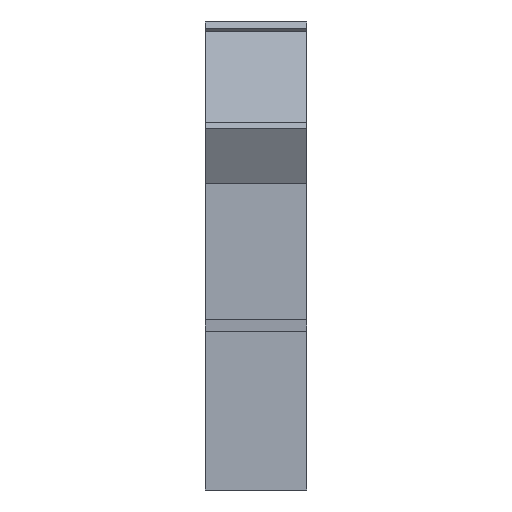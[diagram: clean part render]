
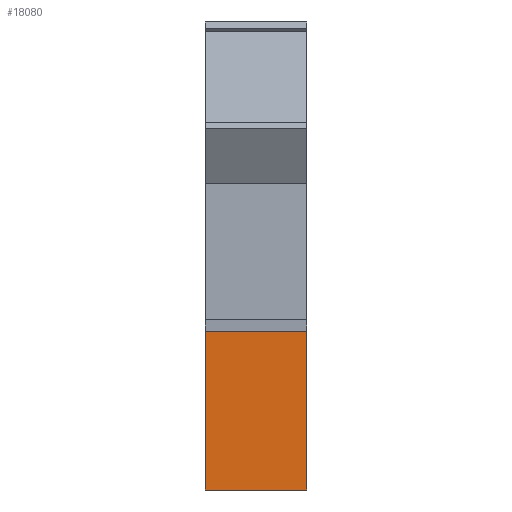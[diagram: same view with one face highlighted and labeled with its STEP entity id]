
A CAD part, front view. The second image highlights one B-rep face of the part: STEP entity #18080.
In plain terms, the highlighted face is planar.
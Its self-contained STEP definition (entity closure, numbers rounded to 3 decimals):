
#2360=CARTESIAN_POINT('',(-25.,0.,-4.4));
#2370=VERTEX_POINT('',#2360);
#2400=CARTESIAN_POINT('',(-25.,0.,7.7));
#2410=DIRECTION('',(0.,0.,-1.));
#2420=VECTOR('',#2410,1.);
#2430=LINE('',#2400,#2420);
#2440=CARTESIAN_POINT('',(-25.,0.,10.528));
#2450=VERTEX_POINT('',#2440);
#2460=EDGE_CURVE('',#2450,#2370,#2430,.T.);
#16660=CARTESIAN_POINT('',(-25.,0.,10.528));
#16670=DIRECTION('',(0.,-1.,0.));
#16680=VECTOR('',#16670,1.);
#16690=LINE('',#16660,#16680);
#16700=CARTESIAN_POINT('',(-25.,9.5,10.528));
#16710=VERTEX_POINT('',#16700);
#16720=EDGE_CURVE('',#16710,#2450,#16690,.T.);
#17710=CARTESIAN_POINT('',(-25.,9.5,-4.4));
#17720=VERTEX_POINT('',#17710);
#17750=CARTESIAN_POINT('',(-25.,0.,-4.4));
#17760=DIRECTION('',(0.,1.,0.));
#17770=VECTOR('',#17760,1.);
#17780=LINE('',#17750,#17770);
#17790=EDGE_CURVE('',#2370,#17720,#17780,.T.);
#17920=CARTESIAN_POINT('',(-25.,0.,9.531));
#17930=DIRECTION('',(-1.,0.,0.));
#17940=DIRECTION('',(0.,0.,1.));
#17950=AXIS2_PLACEMENT_3D('',#17920,#17930,#17940);
#17960=PLANE('',#17950);
#17970=ORIENTED_EDGE('',*,*,#2460,.F.);
#17980=ORIENTED_EDGE('',*,*,#17790,.F.);
#17990=CARTESIAN_POINT('',(-25.,9.5,7.7));
#18000=DIRECTION('',(0.,0.,-1.));
#18010=VECTOR('',#18000,1.);
#18020=LINE('',#17990,#18010);
#18030=EDGE_CURVE('',#16710,#17720,#18020,.T.);
#18040=ORIENTED_EDGE('',*,*,#18030,.T.);
#18050=ORIENTED_EDGE('',*,*,#16720,.F.);
#18060=EDGE_LOOP('',(#18050,#18040,#17980,#17970));
#18070=FACE_OUTER_BOUND('',#18060,.T.);
#18080=ADVANCED_FACE('',(#18070),#17960,.T.);
